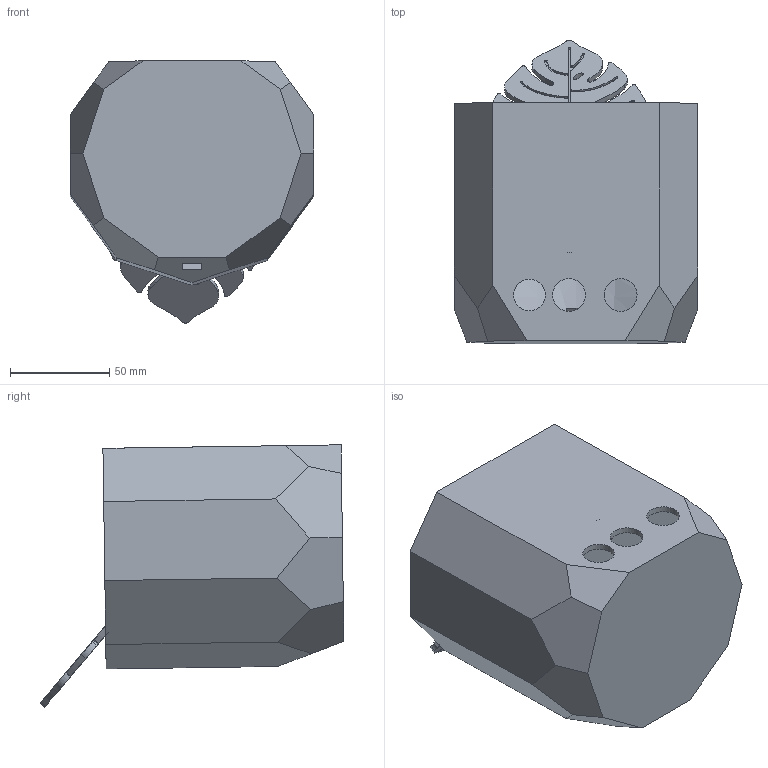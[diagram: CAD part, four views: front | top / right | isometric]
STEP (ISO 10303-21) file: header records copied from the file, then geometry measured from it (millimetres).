
FILE_DESCRIPTION(/* description */ (''),/* implementation_level */ '2;1');
FILE_NAME(/* name */ 'assembly.stp',/* time_stamp */ '2024-04-11T05:19:25-07:00',/* author */ ('Micha'),/* organization */ (''),/* preprocessor_version */ 'ST-DEVELOPER v20',/* originating_system */ 'Autodesk Inventor 2024',/* authorisation */ '');
FILE_SCHEMA (('AUTOMOTIVE_DESIGN { 1 0 10303 214 3 1 1 }'));
Products named in the file (4): assembly; Cover; Leaf; Vase
Assembly tree (3 placements, depth 2):
  assembly
    Cover
    Leaf
    Vase
Bounding box: 122.69 x 153.09 x 132.21 mm (x, y, z)
Volume: 228203.3 mm3; surface area: 141907.9 mm2
Topology: 3 solids, 3 shells, 161 faces, 453 edges, 300 vertices
Faces by surface type: bspline 79, plane 52, cylinder 28, torus 1, cone 1
Full cylindrical faces by diameter (mm): 4 x1, 16 x1, 16.5 x2, 20 x1
Entity records: 7797 total; most frequent: CARTESIAN_POINT 4042, ORIENTED_EDGE 906, DIRECTION 476, EDGE_CURVE 453, VERTEX_POINT 300, B_SPLINE_CURVE_WITH_KNOTS 230, EDGE_LOOP 185, AXIS2_PLACEMENT_3D 163
